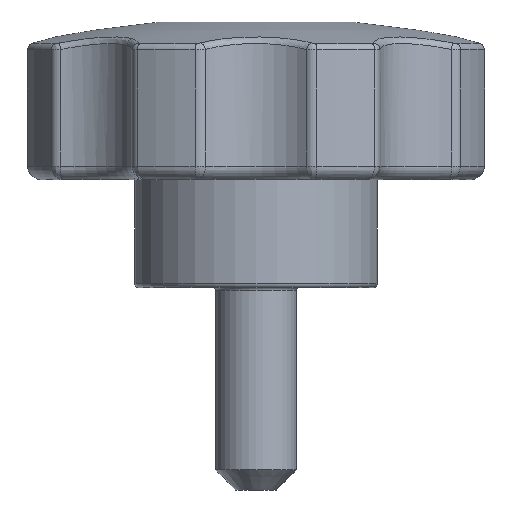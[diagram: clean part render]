
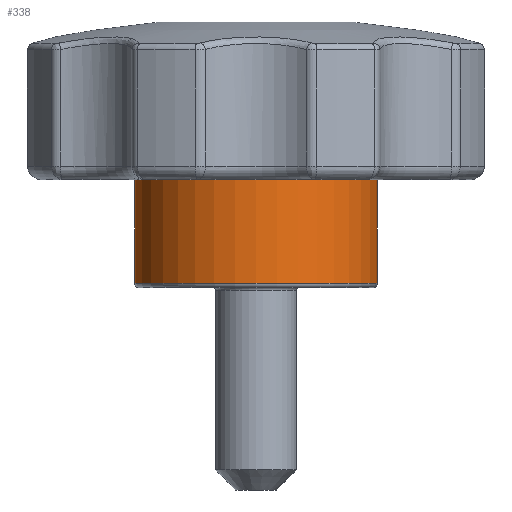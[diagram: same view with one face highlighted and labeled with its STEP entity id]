
A CAD part, front view. The second image highlights one B-rep face of the part: STEP entity #338.
In plain terms, the highlighted cylindrical face has radius 9 mm (diameter 18 mm), a full revolution.
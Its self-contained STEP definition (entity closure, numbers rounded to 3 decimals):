
#338 = ADVANCED_FACE( '', ( #700, #701 ), #702, .T. );
#700 = FACE_OUTER_BOUND( '', #5994, .T. );
#701 = FACE_OUTER_BOUND( '', #5995, .T. );
#702 = CYLINDRICAL_SURFACE( '', #5996, 9. );
#5994 = EDGE_LOOP( '', ( #7227 ) );
#5995 = EDGE_LOOP( '', ( #7228 ) );
#5996 = AXIS2_PLACEMENT_3D( '', #7229, #7230, #7231 );
#7227 = ORIENTED_EDGE( '', *, *, #7503, .T. );
#7228 = ORIENTED_EDGE( '', *, *, #7647, .F. );
#7229 = CARTESIAN_POINT( '', ( 0., 0., 57.15 ) );
#7230 = DIRECTION( '', ( 0., 0., -1. ) );
#7231 = DIRECTION( '', ( 1., 0., 0. ) );
#7503 = EDGE_CURVE( '', #7944, #7944, #7945, .T. );
#7647 = EDGE_CURVE( '', #8118, #8118, #8119, .T. );
#7944 = VERTEX_POINT( '', #9982 );
#7945 = CIRCLE( '', #9983, 9. );
#8118 = VERTEX_POINT( '', #11079 );
#8119 = CIRCLE( '', #11080, 9. );
#9982 = CARTESIAN_POINT( '', ( 9., 0., 0.3 ) );
#9983 = AXIS2_PLACEMENT_3D( '', #11452, #11453, #11454 );
#11079 = CARTESIAN_POINT( '', ( 9., 0., 8. ) );
#11080 = AXIS2_PLACEMENT_3D( '', #11612, #11613, #11614 );
#11452 = CARTESIAN_POINT( '', ( 0., 0., 0.3 ) );
#11453 = DIRECTION( '', ( 0., 0., 1. ) );
#11454 = DIRECTION( '', ( 1., 0., 0. ) );
#11612 = CARTESIAN_POINT( '', ( 0., 0., 8. ) );
#11613 = DIRECTION( '', ( 0., 0., 1. ) );
#11614 = DIRECTION( '', ( 1., 0., 0. ) );
